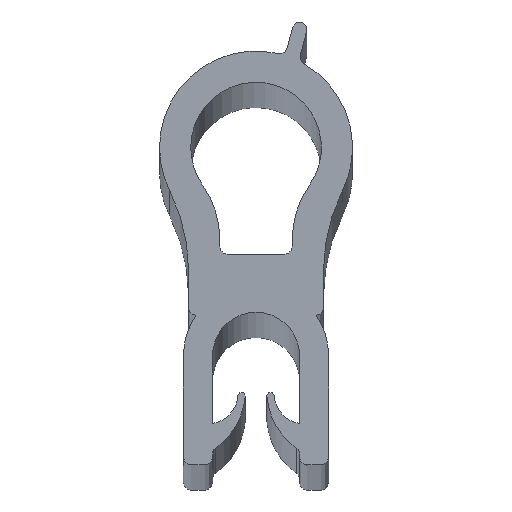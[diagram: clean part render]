
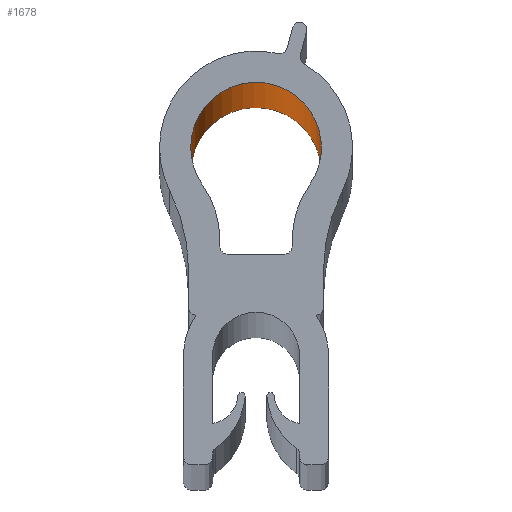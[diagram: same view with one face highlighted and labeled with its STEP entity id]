
A CAD part, top view. The second image highlights one B-rep face of the part: STEP entity #1678.
In plain terms, the highlighted cylindrical face has radius 4.5 mm (diameter 9 mm), a partial arc.
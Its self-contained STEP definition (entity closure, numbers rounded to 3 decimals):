
#149=CARTESIAN_POINT('',(3.682,19.263,0.));
#150=VERTEX_POINT('',#149);
#158=CARTESIAN_POINT('',(-4.5,21.85,0.));
#159=VERTEX_POINT('',#158);
#160=CARTESIAN_POINT('',(0.,21.85,0.));
#161=DIRECTION('',(0.,0.,1.));
#162=DIRECTION('',(1.,0.,-0.));
#163=AXIS2_PLACEMENT_3D('',#160,#161,#162);
#164=CIRCLE('',#163,4.5);
#165=EDGE_CURVE('',#150,#159,#164,.T.);
#1232=CARTESIAN_POINT('',(3.682,19.263,1000.));
#1233=VERTEX_POINT('',#1232);
#1241=CARTESIAN_POINT('',(3.682,19.263,0.));
#1242=DIRECTION('',(0.,0.,1.));
#1243=VECTOR('',#1242,10000.);
#1244=LINE('',#1241,#1243);
#1245=EDGE_CURVE('',#150,#1233,#1244,.T.);
#1258=CARTESIAN_POINT('',(-4.5,21.85,1000.));
#1259=VERTEX_POINT('',#1258);
#1260=CARTESIAN_POINT('',(-4.5,21.85,1000.));
#1261=DIRECTION('',(-0.,-0.,-1.));
#1262=VECTOR('',#1261,1000.);
#1263=LINE('',#1260,#1262);
#1264=EDGE_CURVE('',#1259,#159,#1263,.T.);
#1643=CARTESIAN_POINT('',(0.,21.85,1000.));
#1644=DIRECTION('',(0.,0.,1.));
#1645=DIRECTION('',(1.,0.,-0.));
#1646=AXIS2_PLACEMENT_3D('',#1643,#1644,#1645);
#1647=CIRCLE('',#1646,4.5);
#1648=EDGE_CURVE('',#1233,#1259,#1647,.T.);
#1667=CARTESIAN_POINT('',(0.,21.85,0.));
#1668=DIRECTION('',(0.,0.,1.));
#1669=DIRECTION('',(1.,0.,-0.));
#1670=AXIS2_PLACEMENT_3D('',#1667,#1668,#1669);
#1671=CYLINDRICAL_SURFACE('',#1670,4.5);
#1672=ORIENTED_EDGE('',*,*,#1264,.T.);
#1673=ORIENTED_EDGE('',*,*,#165,.F.);
#1674=ORIENTED_EDGE('',*,*,#1245,.T.);
#1675=ORIENTED_EDGE('',*,*,#1648,.T.);
#1676=EDGE_LOOP('',(#1672,#1673,#1674,#1675));
#1677=FACE_BOUND('',#1676,.T.);
#1678=ADVANCED_FACE('',(#1677),#1671,.F.);
